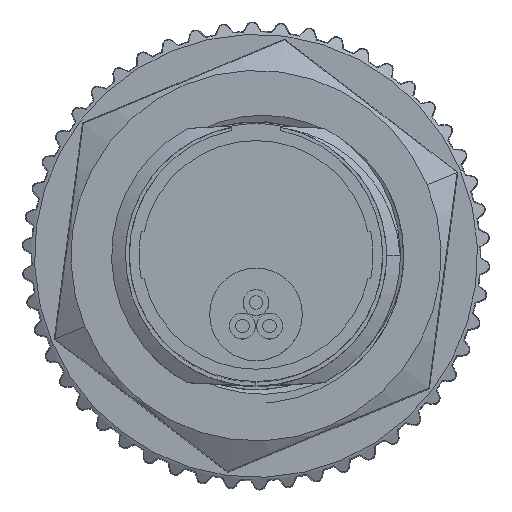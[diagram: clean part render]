
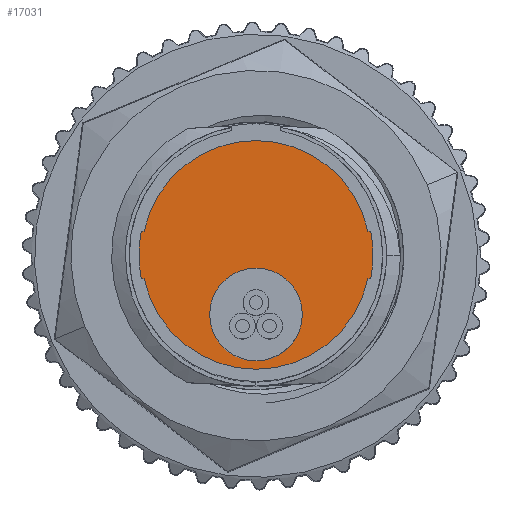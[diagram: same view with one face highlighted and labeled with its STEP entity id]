
A CAD part, top view. The second image highlights one B-rep face of the part: STEP entity #17031.
In plain terms, the highlighted planar face has unit normal (0, 0, 1).
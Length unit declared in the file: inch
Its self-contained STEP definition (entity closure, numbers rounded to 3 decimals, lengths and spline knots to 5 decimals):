
#112 = DIRECTION ( 'NONE',  ( 0., 0., 1. ) ) ;
#442 = DIRECTION ( 'NONE',  ( 1., 0., 0. ) ) ;
#593 = CIRCLE ( 'NONE', #23712, 0.1852 ) ;
#953 = AXIS2_PLACEMENT_3D ( 'NONE', #4129, #112, #12030 ) ;
#1115 = EDGE_CURVE ( 'NONE', #22307, #24488, #9297, .T. ) ;
#1833 = CARTESIAN_POINT ( 'NONE',  ( 0.18121, 0.03823, 1.16268 ) ) ;
#1977 = CARTESIAN_POINT ( 'NONE',  ( 0., 0., 1.16268 ) ) ;
#2004 = ORIENTED_EDGE ( 'NONE', *, *, #13121, .T. ) ;
#2214 = VERTEX_POINT ( 'NONE', #12952 ) ;
#2252 = DIRECTION ( 'NONE',  ( 1., 0., 0. ) ) ;
#2670 = AXIS2_PLACEMENT_3D ( 'NONE', #18041, #23858, #2252 ) ;
#3746 = EDGE_CURVE ( 'NONE', #6848, #22307, #19045, .T. ) ;
#3923 = DIRECTION ( 'NONE',  ( 1., 0., 0. ) ) ;
#4129 = CARTESIAN_POINT ( 'NONE',  ( 0., 0., 1.16268 ) ) ;
#4317 = DIRECTION ( 'NONE',  ( -1., 0., 0. ) ) ;
#4451 = CARTESIAN_POINT ( 'NONE',  ( 0., 0., 1.16268 ) ) ;
#5615 = DIRECTION ( 'NONE',  ( -1., 0., 0. ) ) ;
#5742 = AXIS2_PLACEMENT_3D ( 'NONE', #4451, #22028, #9915 ) ;
#5904 = FACE_OUTER_BOUND ( 'NONE', #15761, .T. ) ;
#5905 = ORIENTED_EDGE ( 'NONE', *, *, #12915, .T. ) ;
#6600 = EDGE_CURVE ( 'NONE', #20397, #17173, #15731, .T. ) ;
#6848 = VERTEX_POINT ( 'NONE', #9090 ) ;
#7430 = CARTESIAN_POINT ( 'NONE',  ( -0.18599, 0.03823, 1.16268 ) ) ;
#7608 = CARTESIAN_POINT ( 'NONE',  ( 0.18599, -0.03823, 1.16268 ) ) ;
#8091 = PLANE ( 'NONE',  #5742 ) ;
#8518 = VERTEX_POINT ( 'NONE', #11732 ) ;
#9090 = CARTESIAN_POINT ( 'NONE',  ( 0.18121, -0.03823, 1.16268 ) ) ;
#9297 = CIRCLE ( 'NONE', #2670, 0.18988 ) ;
#9915 = DIRECTION ( 'NONE',  ( 1., 0., 0. ) ) ;
#11427 = CARTESIAN_POINT ( 'NONE',  ( -0.18599, -0.03823, 1.16268 ) ) ;
#11516 = EDGE_CURVE ( 'NONE', #8518, #14127, #22417, .T. ) ;
#11732 = CARTESIAN_POINT ( 'NONE',  ( -0.18599, 0.03823, 1.16268 ) ) ;
#11934 = ORIENTED_EDGE ( 'NONE', *, *, #11516, .T. ) ;
#11992 = CARTESIAN_POINT ( 'NONE',  ( 0., 0., 1.16268 ) ) ;
#12030 = DIRECTION ( 'NONE',  ( 1., 0., 0. ) ) ;
#12915 = EDGE_CURVE ( 'NONE', #2214, #6848, #593, .T. ) ;
#12952 = CARTESIAN_POINT ( 'NONE',  ( -0.18121, -0.03823, 1.16268 ) ) ;
#13121 = EDGE_CURVE ( 'NONE', #24488, #20397, #22146, .T. ) ;
#13665 = EDGE_CURVE ( 'NONE', #14127, #2214, #24236, .T. ) ;
#14127 = VERTEX_POINT ( 'NONE', #22479 ) ;
#14293 = CARTESIAN_POINT ( 'NONE',  ( -0.18599, -0.03823, 1.16268 ) ) ;
#14533 = ORIENTED_EDGE ( 'NONE', *, *, #3746, .T. ) ;
#15071 = VECTOR ( 'NONE', #4317, 39.37008 ) ;
#15492 = ORIENTED_EDGE ( 'NONE', *, *, #6600, .T. ) ;
#15494 = VECTOR ( 'NONE', #442, 39.37008 ) ;
#15731 = CIRCLE ( 'NONE', #23547, 0.1852 ) ;
#15761 = EDGE_LOOP ( 'NONE', ( #15492, #20775, #11934, #18812, #5905, #14533, #24004, #2004 ) ) ;
#17031 = ADVANCED_FACE ( 'NONE', ( #5904 ), #8091, .T. ) ;
#17173 = VERTEX_POINT ( 'NONE', #24498 ) ;
#18041 = CARTESIAN_POINT ( 'NONE',  ( 0., 0., 1.16268 ) ) ;
#18179 = EDGE_CURVE ( 'NONE', #17173, #8518, #21110, .T. ) ;
#18286 = CARTESIAN_POINT ( 'NONE',  ( -0.18599, 0.03823, 1.16268 ) ) ;
#18812 = ORIENTED_EDGE ( 'NONE', *, *, #13665, .T. ) ;
#19045 = LINE ( 'NONE', #11427, #23523 ) ;
#19293 = DIRECTION ( 'NONE',  ( 1., 0., 0. ) ) ;
#20397 = VERTEX_POINT ( 'NONE', #1833 ) ;
#20775 = ORIENTED_EDGE ( 'NONE', *, *, #18179, .T. ) ;
#21110 = LINE ( 'NONE', #7430, #22680 ) ;
#22028 = DIRECTION ( 'NONE',  ( 0., 0., 1. ) ) ;
#22146 = LINE ( 'NONE', #18286, #15071 ) ;
#22167 = DIRECTION ( 'NONE',  ( 0., 0., 1. ) ) ;
#22307 = VERTEX_POINT ( 'NONE', #7608 ) ;
#22417 = CIRCLE ( 'NONE', #953, 0.18988 ) ;
#22430 = CARTESIAN_POINT ( 'NONE',  ( 0.18599, 0.03823, 1.16268 ) ) ;
#22479 = CARTESIAN_POINT ( 'NONE',  ( -0.18599, -0.03823, 1.16268 ) ) ;
#22680 = VECTOR ( 'NONE', #5615, 39.37008 ) ;
#23523 = VECTOR ( 'NONE', #19293, 39.37008 ) ;
#23547 = AXIS2_PLACEMENT_3D ( 'NONE', #1977, #23582, #3923 ) ;
#23582 = DIRECTION ( 'NONE',  ( 0., 0., 1. ) ) ;
#23712 = AXIS2_PLACEMENT_3D ( 'NONE', #11992, #22167, #23877 ) ;
#23858 = DIRECTION ( 'NONE',  ( 0., 0., 1. ) ) ;
#23877 = DIRECTION ( 'NONE',  ( 1., 0., 0. ) ) ;
#24004 = ORIENTED_EDGE ( 'NONE', *, *, #1115, .T. ) ;
#24236 = LINE ( 'NONE', #14293, #15494 ) ;
#24488 = VERTEX_POINT ( 'NONE', #22430 ) ;
#24498 = CARTESIAN_POINT ( 'NONE',  ( -0.18121, 0.03823, 1.16268 ) ) ;
